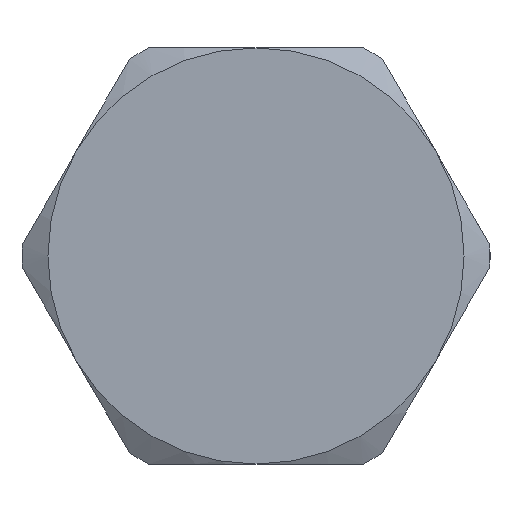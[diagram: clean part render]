
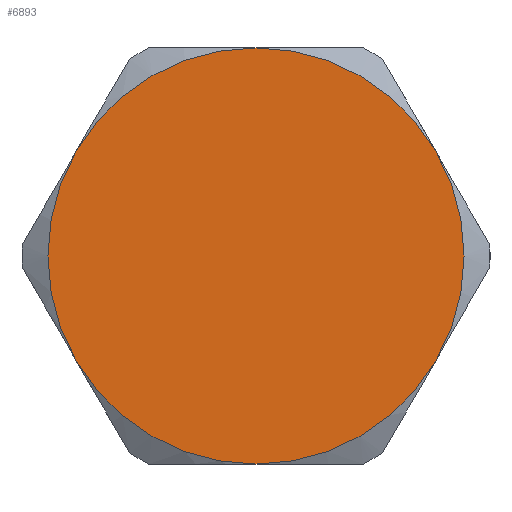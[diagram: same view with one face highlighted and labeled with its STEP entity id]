
A CAD part, left-side view. The second image highlights one B-rep face of the part: STEP entity #6893.
In plain terms, the highlighted planar face has unit normal (-1, 0, 0).
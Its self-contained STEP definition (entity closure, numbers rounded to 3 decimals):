
#865 = EDGE_CURVE ( 'NONE', #933, #5032, #6266, .T. ) ;
#881 = EDGE_CURVE ( 'NONE', #5207, #5124, #6275, .T. ) ;
#911 = EDGE_CURVE ( 'NONE', #5032, #5056, #6304, .T. ) ;
#933 = VERTEX_POINT ( 'NONE', #1375 ) ;
#969 = CARTESIAN_POINT ( 'NONE',  ( 0., 0., 0. ) ) ;
#970 = DIRECTION ( 'NONE',  ( -1., 0., 0. ) ) ;
#971 = DIRECTION ( 'NONE',  ( 0., 0., -1. ) ) ;
#1111 = CARTESIAN_POINT ( 'NONE',  ( 0., 0., 0. ) ) ;
#1112 = DIRECTION ( 'NONE',  ( -1., 0., 0. ) ) ;
#1113 = DIRECTION ( 'NONE',  ( 0., 0., -1. ) ) ;
#1323 = CARTESIAN_POINT ( 'NONE',  ( 0., 0., 0. ) ) ;
#1324 = DIRECTION ( 'NONE',  ( -1., 0., 0. ) ) ;
#1325 = DIRECTION ( 'NONE',  ( 0., 0., -1. ) ) ;
#1375 = CARTESIAN_POINT ( 'NONE',  ( 0., -10.999, -6.35 ) ) ;
#1875 = CARTESIAN_POINT ( 'NONE',  ( 0., 0., 0. ) ) ;
#1876 = DIRECTION ( 'NONE',  ( -1., 0., 0. ) ) ;
#1877 = DIRECTION ( 'NONE',  ( 0., 0., 1. ) ) ;
#1921 = CARTESIAN_POINT ( 'NONE',  ( 0., 0., 0. ) ) ;
#1922 = DIRECTION ( 'NONE',  ( -1., 0., 0. ) ) ;
#1923 = DIRECTION ( 'NONE',  ( 0., 0., -1. ) ) ;
#1926 = CARTESIAN_POINT ( 'NONE',  ( 0., 0., 0. ) ) ;
#1927 = DIRECTION ( 'NONE',  ( -1., 0., 0. ) ) ;
#1928 = DIRECTION ( 'NONE',  ( 0., 0., -1. ) ) ;
#2561 = CARTESIAN_POINT ( 'NONE',  ( 0., 10.999, 6.35 ) ) ;
#2562 = CARTESIAN_POINT ( 'NONE',  ( 0., -10.999, 6.35 ) ) ;
#2582 = CARTESIAN_POINT ( 'NONE',  ( 0., 0., 12.7 ) ) ;
#2640 = CARTESIAN_POINT ( 'NONE',  ( 0., 0., -12.7 ) ) ;
#2711 = CARTESIAN_POINT ( 'NONE',  ( 0., 10.999, -6.35 ) ) ;
#3694 = ORIENTED_EDGE ( 'NONE', *, *, #911, .T. ) ;
#3696 = ORIENTED_EDGE ( 'NONE', *, *, #4017, .T. ) ;
#3698 = ORIENTED_EDGE ( 'NONE', *, *, #4027, .T. ) ;
#3706 = ORIENTED_EDGE ( 'NONE', *, *, #865, .T. ) ;
#3714 = ORIENTED_EDGE ( 'NONE', *, *, #881, .T. ) ;
#3830 = ORIENTED_EDGE ( 'NONE', *, *, #4029, .T. ) ;
#3859 = EDGE_LOOP ( 'NONE', ( #3714, #3830, #3706, #3694, #3696, #3698 ) ) ;
#4017 = EDGE_CURVE ( 'NONE', #5056, #5031, #4501, .T. ) ;
#4027 = EDGE_CURVE ( 'NONE', #5031, #5207, #4506, .T. ) ;
#4029 = EDGE_CURVE ( 'NONE', #5124, #933, #4513, .T. ) ;
#4101 = AXIS2_PLACEMENT_3D ( 'NONE', #969, #970, #971 ) ;
#4104 = AXIS2_PLACEMENT_3D ( 'NONE', #1111, #1112, #1113 ) ;
#4115 = AXIS2_PLACEMENT_3D ( 'NONE', #1323, #1324, #1325 ) ;
#4180 = AXIS2_PLACEMENT_3D ( 'NONE', #1875, #1876, #1877 ) ;
#4185 = AXIS2_PLACEMENT_3D ( 'NONE', #1921, #1922, #1923 ) ;
#4186 = AXIS2_PLACEMENT_3D ( 'NONE', #1926, #1927, #1928 ) ;
#4501 = CIRCLE ( 'NONE', #4180, 12.7 ) ;
#4506 = CIRCLE ( 'NONE', #4185, 12.7 ) ;
#4513 = CIRCLE ( 'NONE', #4186, 12.7 ) ;
#4910 = FACE_OUTER_BOUND ( 'NONE', #3859, .T. ) ;
#5031 = VERTEX_POINT ( 'NONE', #2561 ) ;
#5032 = VERTEX_POINT ( 'NONE', #2562 ) ;
#5056 = VERTEX_POINT ( 'NONE', #2582 ) ;
#5124 = VERTEX_POINT ( 'NONE', #2640 ) ;
#5207 = VERTEX_POINT ( 'NONE', #2711 ) ;
#5678 = CARTESIAN_POINT ( 'NONE',  ( 0., 7.332, 12.7 ) ) ;
#5680 = PLANE ( 'NONE',  #5848 ) ;
#5682 = DIRECTION ( 'NONE',  ( 1., 0., 0. ) ) ;
#5683 = DIRECTION ( 'NONE',  ( 0., 0., -1. ) ) ;
#5848 = AXIS2_PLACEMENT_3D ( 'NONE', #5678, #5682, #5683 ) ;
#6266 = CIRCLE ( 'NONE', #4101, 12.7 ) ;
#6275 = CIRCLE ( 'NONE', #4104, 12.7 ) ;
#6304 = CIRCLE ( 'NONE', #4115, 12.7 ) ;
#6893 = ADVANCED_FACE ( 'NONE', ( #4910 ), #5680, .F. ) ;
